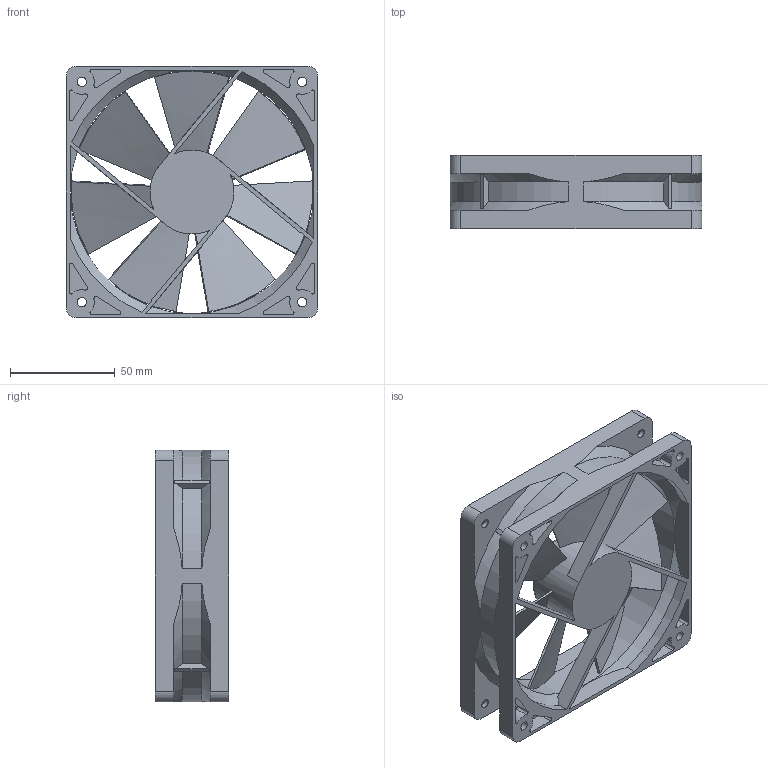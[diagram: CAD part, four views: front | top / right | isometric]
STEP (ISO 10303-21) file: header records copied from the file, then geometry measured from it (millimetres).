
FILE_DESCRIPTION(/* description */ (''),/* implementation_level */ '2;1');
FILE_NAME(/* name */ 'Fan.step',/* time_stamp */ '2021-05-01T16:31:30+05:00',/* author */ (''),/* organization */ (''),/* preprocessor_version */ 'ST-DEVELOPER v18.1',/* originating_system */ 'Autodesk Translation Framework v9.7.1.1290',/* authorisation */ '');
FILE_SCHEMA (('AUTOMOTIVE_DESIGN { 1 0 10303 214 3 1 1 }'));
Length unit declared in the file: inch
Products named in the file (1): Fan
Bounding box: 120 x 35 x 120 mm (x, y, z)
Volume: 104877.2 mm3; surface area: 70342 mm2
Topology: 1 solids, 1 shells, 309 faces, 817 edges, 530 vertices
Faces by surface type: cylinder 129, plane 107, bspline 44, cone 16, torus 13
Full cylindrical faces by diameter (mm): 4.3 x8, 40 x1, 116 x1
Entity records: 10925 total; most frequent: CARTESIAN_POINT 3392, ORIENTED_EDGE 1634, DIRECTION 1510, EDGE_CURVE 817, AXIS2_PLACEMENT_3D 580, VERTEX_POINT 530, EDGE_LOOP 353, LINE 350
